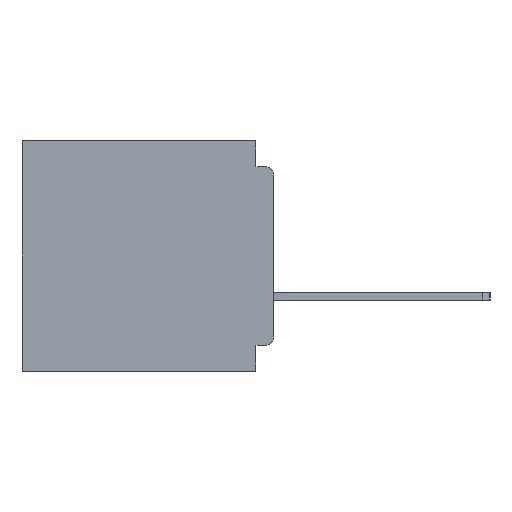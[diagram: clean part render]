
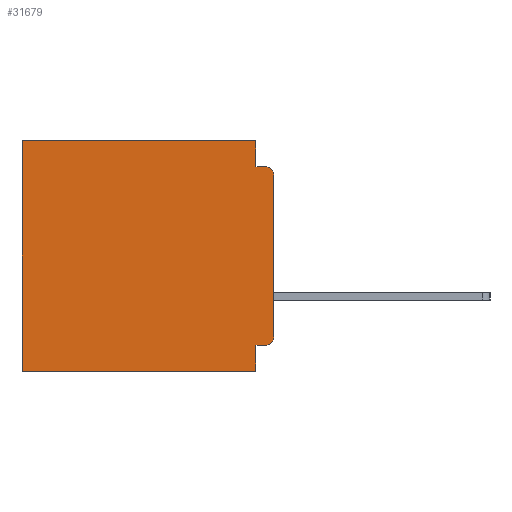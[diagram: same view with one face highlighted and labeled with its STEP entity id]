
A CAD part, left-side view. The second image highlights one B-rep face of the part: STEP entity #31679.
In plain terms, the highlighted planar face has unit normal (-1, 0, 0).
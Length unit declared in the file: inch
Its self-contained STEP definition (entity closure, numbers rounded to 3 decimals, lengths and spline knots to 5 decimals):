
#180 = VECTOR ( 'NONE', #2321, 39.37008 ) ;
#238 = VECTOR ( 'NONE', #11895, 39.37008 ) ;
#1558 = EDGE_LOOP ( 'NONE', ( #12056, #40364, #43697, #35383, #37064, #12099, #43741, #26003, #18788, #19849 ) ) ;
#1590 = CARTESIAN_POINT ( 'NONE',  ( 0.3, 0.031, -0.045 ) ) ;
#2315 = VERTEX_POINT ( 'NONE', #42499 ) ;
#2321 = DIRECTION ( 'NONE',  ( 0., 0., -1. ) ) ;
#2926 = DIRECTION ( 'NONE',  ( 0., 0., -1. ) ) ;
#3015 = VERTEX_POINT ( 'NONE', #10684 ) ;
#5146 = VERTEX_POINT ( 'NONE', #33484 ) ;
#5218 = VECTOR ( 'NONE', #36056, 39.37008 ) ;
#5660 = EDGE_CURVE ( 'NONE', #34850, #24412, #30602, .T. ) ;
#6136 = FACE_OUTER_BOUND ( 'NONE', #1558, .T. ) ;
#6937 = VERTEX_POINT ( 'NONE', #1590 ) ;
#6995 = VECTOR ( 'NONE', #18102, 39.37008 ) ;
#9305 = AXIS2_PLACEMENT_3D ( 'NONE', #36657, #15414, #40210 ) ;
#9564 = CARTESIAN_POINT ( 'NONE',  ( 0.3, 0.031, 0. ) ) ;
#9584 = VERTEX_POINT ( 'NONE', #11420 ) ;
#9646 = CARTESIAN_POINT ( 'NONE',  ( 0.3, 0.437, -0.4 ) ) ;
#9772 = VECTOR ( 'NONE', #32030, 39.37008 ) ;
#9808 = LINE ( 'NONE', #26030, #238 ) ;
#10403 = VERTEX_POINT ( 'NONE', #31054 ) ;
#10588 = CARTESIAN_POINT ( 'NONE',  ( 0.3, 0.031, -0.355 ) ) ;
#10684 = CARTESIAN_POINT ( 'NONE',  ( 0.3, 0.031, 0. ) ) ;
#11420 = CARTESIAN_POINT ( 'NONE',  ( 0.3, 0., -0.06 ) ) ;
#11895 = DIRECTION ( 'NONE',  ( 0., 1., 0. ) ) ;
#12056 = ORIENTED_EDGE ( 'NONE', *, *, #23894, .F. ) ;
#12099 = ORIENTED_EDGE ( 'NONE', *, *, #23220, .T. ) ;
#12547 = VECTOR ( 'NONE', #24137, 39.37008 ) ;
#14287 = EDGE_CURVE ( 'NONE', #2315, #5146, #37660, .T. ) ;
#15414 = DIRECTION ( 'NONE',  ( -1., 0., 0. ) ) ;
#17623 = CARTESIAN_POINT ( 'NONE',  ( 0.3, 0.437, 0. ) ) ;
#18102 = DIRECTION ( 'NONE',  ( 0., 0., -1. ) ) ;
#18413 = CIRCLE ( 'NONE', #40756, 0.015 ) ;
#18788 = ORIENTED_EDGE ( 'NONE', *, *, #23359, .F. ) ;
#19849 = ORIENTED_EDGE ( 'NONE', *, *, #14287, .T. ) ;
#20213 = CARTESIAN_POINT ( 'NONE',  ( 0.3, 0.015, -0.06 ) ) ;
#22197 = DIRECTION ( 'NONE',  ( 0., 1., 0. ) ) ;
#23106 = LINE ( 'NONE', #38258, #12547 ) ;
#23220 = EDGE_CURVE ( 'NONE', #42535, #45919, #27045, .T. ) ;
#23359 = EDGE_CURVE ( 'NONE', #2315, #34850, #9808, .T. ) ;
#23785 = LINE ( 'NONE', #39875, #42660 ) ;
#23800 = DIRECTION ( 'NONE',  ( 0., 0., -1. ) ) ;
#23811 = EDGE_CURVE ( 'NONE', #3015, #42535, #28658, .T. ) ;
#23894 = EDGE_CURVE ( 'NONE', #9584, #5146, #33661, .T. ) ;
#24137 = DIRECTION ( 'NONE',  ( 0., -1., 0. ) ) ;
#24281 = DIRECTION ( 'NONE',  ( 1., 0., 0. ) ) ;
#24412 = VERTEX_POINT ( 'NONE', #42508 ) ;
#26003 = ORIENTED_EDGE ( 'NONE', *, *, #5660, .F. ) ;
#26030 = CARTESIAN_POINT ( 'NONE',  ( 0.3, 0., -0.355 ) ) ;
#27045 = LINE ( 'NONE', #42932, #6995 ) ;
#27421 = EDGE_CURVE ( 'NONE', #24412, #45919, #23785, .T. ) ;
#28658 = LINE ( 'NONE', #39021, #9772 ) ;
#30602 = LINE ( 'NONE', #41298, #38961 ) ;
#31054 = CARTESIAN_POINT ( 'NONE',  ( 0.3, 0.015, -0.045 ) ) ;
#31288 = PLANE ( 'NONE',  #42078 ) ;
#31679 = ADVANCED_FACE ( 'NONE', ( #6136 ), #31288, .F. ) ;
#32030 = DIRECTION ( 'NONE',  ( 0., 1., 0. ) ) ;
#33484 = CARTESIAN_POINT ( 'NONE',  ( 0.3, 0., -0.34 ) ) ;
#33661 = LINE ( 'NONE', #39631, #5218 ) ;
#34850 = VERTEX_POINT ( 'NONE', #10588 ) ;
#35383 = ORIENTED_EDGE ( 'NONE', *, *, #39547, .F. ) ;
#36056 = DIRECTION ( 'NONE',  ( 0., 0., -1. ) ) ;
#36657 = CARTESIAN_POINT ( 'NONE',  ( 0.3, 0.015, -0.34 ) ) ;
#37064 = ORIENTED_EDGE ( 'NONE', *, *, #23811, .T. ) ;
#37660 = CIRCLE ( 'NONE', #9305, 0.015 ) ;
#38065 = LINE ( 'NONE', #9564, #180 ) ;
#38258 = CARTESIAN_POINT ( 'NONE',  ( 0.3, 0., -0.045 ) ) ;
#38961 = VECTOR ( 'NONE', #41394, 39.37008 ) ;
#39021 = CARTESIAN_POINT ( 'NONE',  ( 0.3, 0., 0. ) ) ;
#39547 = EDGE_CURVE ( 'NONE', #3015, #6937, #38065, .T. ) ;
#39631 = CARTESIAN_POINT ( 'NONE',  ( 0.3, 0., -0.4 ) ) ;
#39875 = CARTESIAN_POINT ( 'NONE',  ( 0.3, 0., -0.4 ) ) ;
#40210 = DIRECTION ( 'NONE',  ( 0., 0., -1. ) ) ;
#40364 = ORIENTED_EDGE ( 'NONE', *, *, #41963, .T. ) ;
#40756 = AXIS2_PLACEMENT_3D ( 'NONE', #20213, #44998, #23800 ) ;
#41298 = CARTESIAN_POINT ( 'NONE',  ( 0.3, 0.031, -0.4 ) ) ;
#41394 = DIRECTION ( 'NONE',  ( 0., 0., -1. ) ) ;
#41963 = EDGE_CURVE ( 'NONE', #9584, #10403, #18413, .T. ) ;
#42078 = AXIS2_PLACEMENT_3D ( 'NONE', #45473, #24281, #2926 ) ;
#42499 = CARTESIAN_POINT ( 'NONE',  ( 0.3, 0.015, -0.355 ) ) ;
#42508 = CARTESIAN_POINT ( 'NONE',  ( 0.3, 0.031, -0.4 ) ) ;
#42535 = VERTEX_POINT ( 'NONE', #17623 ) ;
#42660 = VECTOR ( 'NONE', #22197, 39.37008 ) ;
#42932 = CARTESIAN_POINT ( 'NONE',  ( 0.3, 0.437, -0.4 ) ) ;
#43697 = ORIENTED_EDGE ( 'NONE', *, *, #44318, .F. ) ;
#43741 = ORIENTED_EDGE ( 'NONE', *, *, #27421, .F. ) ;
#44318 = EDGE_CURVE ( 'NONE', #6937, #10403, #23106, .T. ) ;
#44998 = DIRECTION ( 'NONE',  ( -1., 0., 0. ) ) ;
#45473 = CARTESIAN_POINT ( 'NONE',  ( 0.3, 0., -0.4 ) ) ;
#45919 = VERTEX_POINT ( 'NONE', #9646 ) ;
